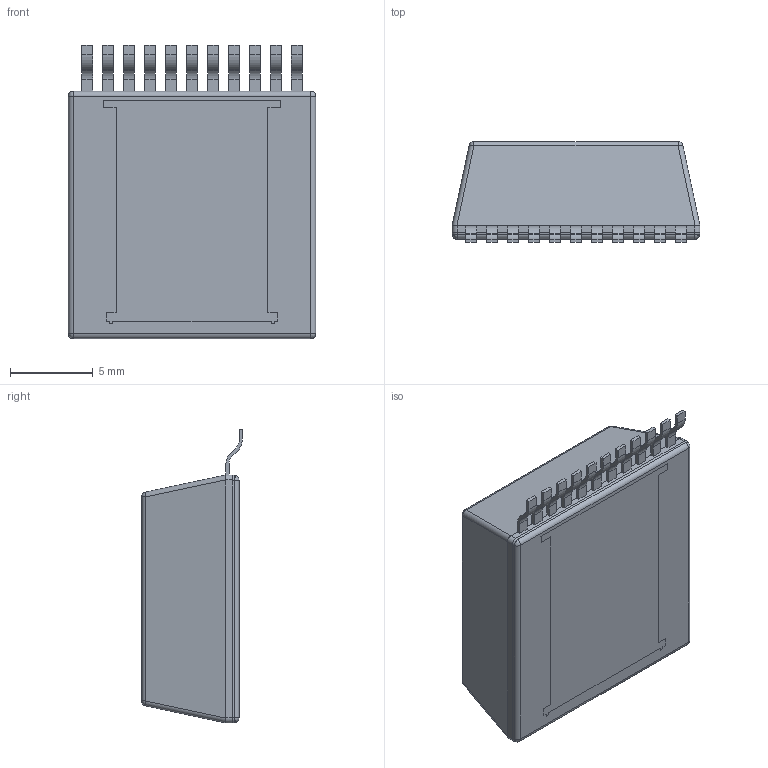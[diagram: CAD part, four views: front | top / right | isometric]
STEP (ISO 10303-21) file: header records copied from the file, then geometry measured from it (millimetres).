
FILE_DESCRIPTION((''),'2;1');
FILE_NAME('TZA11A_ASM','2011-04-15T',('athlsc'),(''),'PRO/ENGINEER BY PARAMETRIC TECHNOLOGY CORPORATION, 2009060','PRO/ENGINEER BY PARAMETRIC TECHNOLOGY CORPORATION, 2009060','');
FILE_SCHEMA(('AUTOMOTIVE_DESIGN_CC2 { 1 2 10303 214 -1 1 5 2 }'));
Length unit declared in the file: millimetre
Products named in the file (5): LF_TOP_TZA11A; LF_BTM_TZA11A; BODY_TZA11A; LEAD_TZA11A; TZA11A_ASM
Assembly tree (14 placements, depth 2):
  TZA11A_ASM
    LF_TOP_TZA11A
    LF_BTM_TZA11A
    BODY_TZA11A
    LEAD_TZA11A  x11
Bounding box: 15 x 6.11 x 17.78 mm (x, y, z)
Volume: 1170.2 mm3; surface area: 1045 mm2
Topology: 13 solids, 13 shells, 252 faces, 640 edges, 417 vertices
Faces by surface type: plane 170, cylinder 72, sphere 10
Entity records: 4426 total; most frequent: CARTESIAN_POINT 690, DIRECTION 566, ORIENTED_EDGE 556, PRESENTATION_STYLE_ASSIGNMENT 282, STYLED_ITEM 281, CURVE_STYLE 278, EDGE_CURVE 278, VECTOR 204
